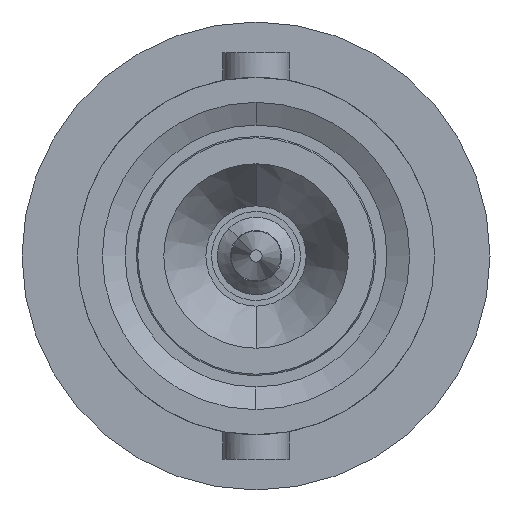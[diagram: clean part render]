
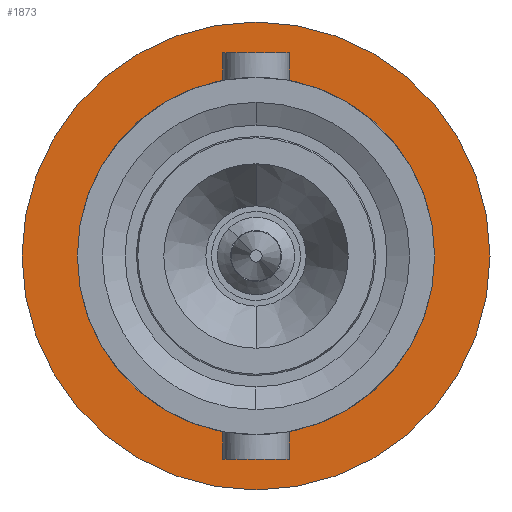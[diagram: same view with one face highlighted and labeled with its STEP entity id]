
A CAD part, front view. The second image highlights one B-rep face of the part: STEP entity #1873.
In plain terms, the highlighted planar face has unit normal (0, -1, 0).
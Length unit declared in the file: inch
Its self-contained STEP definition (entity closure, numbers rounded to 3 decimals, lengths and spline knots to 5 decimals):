
#7 = ORIENTED_EDGE ( 'NONE', *, *, #254, .T. ) ;
#137 = ORIENTED_EDGE ( 'NONE', *, *, #276, .F. ) ;
#146 = ORIENTED_EDGE ( 'NONE', *, *, #1771, .T. ) ;
#185 = ORIENTED_EDGE ( 'NONE', *, *, #1803, .F. ) ;
#254 = EDGE_CURVE ( 'NONE', #1372, #1302, #365, .T. ) ;
#276 = EDGE_CURVE ( 'NONE', #1259, #2922, #349, .T. ) ;
#343 = AXIS2_PLACEMENT_3D ( 'NONE', #750, #729, #466 ) ;
#349 = CIRCLE ( 'NONE', #343, 0.189 ) ;
#365 = CIRCLE ( 'NONE', #367, 0.2475 ) ;
#367 = AXIS2_PLACEMENT_3D ( 'NONE', #2711, #2683, #2687 ) ;
#430 = CARTESIAN_POINT ( 'NONE',  ( 0., -0.72404, 0.2475 ) ) ;
#466 = DIRECTION ( 'NONE',  ( 0., 0., 1. ) ) ;
#729 = DIRECTION ( 'NONE',  ( 0., -1., 0. ) ) ;
#750 = CARTESIAN_POINT ( 'NONE',  ( 0., -0.72404, 0. ) ) ;
#758 = CARTESIAN_POINT ( 'NONE',  ( 0., -0.72404, -0.189 ) ) ;
#791 = CARTESIAN_POINT ( 'NONE',  ( 0., -0.72404, -0.2475 ) ) ;
#956 = EDGE_LOOP ( 'NONE', ( #146, #7 ) ) ;
#1008 = EDGE_LOOP ( 'NONE', ( #185, #137 ) ) ;
#1259 = VERTEX_POINT ( 'NONE', #758 ) ;
#1302 = VERTEX_POINT ( 'NONE', #430 ) ;
#1372 = VERTEX_POINT ( 'NONE', #791 ) ;
#1463 = CARTESIAN_POINT ( 'NONE',  ( 0., -0.72404, 0.189 ) ) ;
#1771 = EDGE_CURVE ( 'NONE', #1302, #1372, #2521, .T. ) ;
#1803 = EDGE_CURVE ( 'NONE', #2922, #1259, #2791, .T. ) ;
#1873 = ADVANCED_FACE ( 'NONE', ( #2338, #2339 ), #2340, .T. ) ;
#1944 = CARTESIAN_POINT ( 'NONE',  ( 0., -0.72404, 0. ) ) ;
#1945 = DIRECTION ( 'NONE',  ( 0., -1., 0. ) ) ;
#1946 = DIRECTION ( 'NONE',  ( 0., 0., 1. ) ) ;
#2066 = CARTESIAN_POINT ( 'NONE',  ( 0., -0.72404, 0. ) ) ;
#2067 = DIRECTION ( 'NONE',  ( 0., -1., 0. ) ) ;
#2068 = DIRECTION ( 'NONE',  ( 0., 0., 1. ) ) ;
#2326 = CARTESIAN_POINT ( 'NONE',  ( 0.2475, -0.72404, 0. ) ) ;
#2338 = FACE_OUTER_BOUND ( 'NONE', #956, .T. ) ;
#2339 = FACE_BOUND ( 'NONE', #1008, .T. ) ;
#2340 = PLANE ( 'NONE',  #2650 ) ;
#2342 = DIRECTION ( 'NONE',  ( 0., -1., 0. ) ) ;
#2343 = DIRECTION ( 'NONE',  ( 0., 0., 1. ) ) ;
#2495 = AXIS2_PLACEMENT_3D ( 'NONE', #1944, #1945, #1946 ) ;
#2521 = CIRCLE ( 'NONE', #2495, 0.2475 ) ;
#2650 = AXIS2_PLACEMENT_3D ( 'NONE', #2326, #2342, #2343 ) ;
#2683 = DIRECTION ( 'NONE',  ( 0., -1., 0. ) ) ;
#2687 = DIRECTION ( 'NONE',  ( 0., 0., 1. ) ) ;
#2711 = CARTESIAN_POINT ( 'NONE',  ( 0., -0.72404, 0. ) ) ;
#2781 = AXIS2_PLACEMENT_3D ( 'NONE', #2066, #2067, #2068 ) ;
#2791 = CIRCLE ( 'NONE', #2781, 0.189 ) ;
#2922 = VERTEX_POINT ( 'NONE', #1463 ) ;
